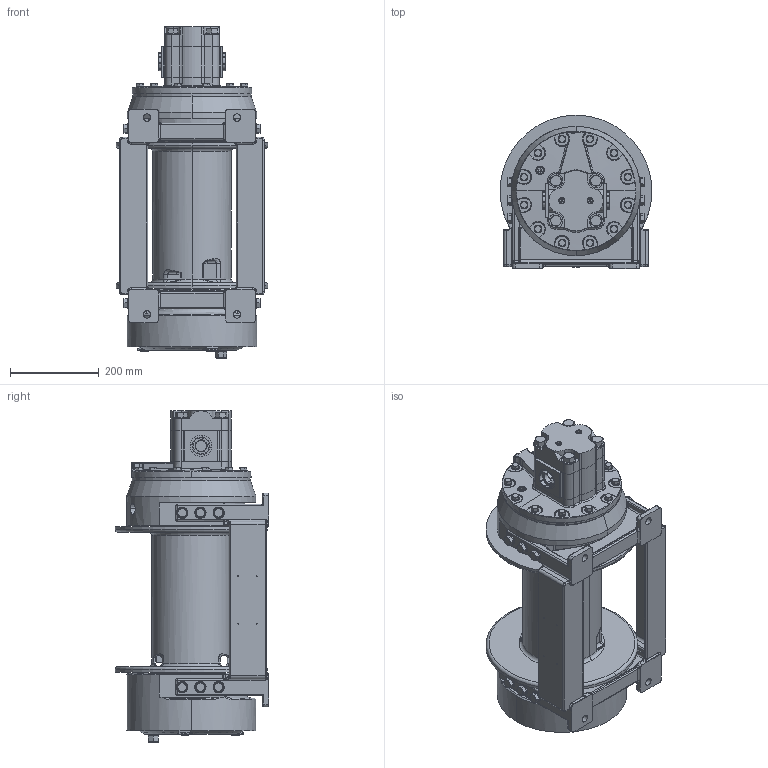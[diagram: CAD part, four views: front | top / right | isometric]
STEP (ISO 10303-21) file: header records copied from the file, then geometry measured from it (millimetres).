
FILE_DESCRIPTION((''),'2;1');
FILE_NAME('TWG-TEMP','2020-10-11T22:28:41',('Administrator'),(''),'CREO PARAMETRIC BY PTC INC, 2019030','CREO PARAMETRIC BY PTC INC, 2019030','');
FILE_SCHEMA(('AUTOMOTIVE_DESIGN { 1 0 10303 214 1 1 1 1 }'));
Products named in the file (1): TWG-TEMP
Bounding box: 342.9 x 346.28 x 749.64 mm (x, y, z)
Volume: 523.6 mm3; surface area: 2200330.3 mm2
Topology: 1 solids, 169 shells, 3724 faces, 12765 edges, 8868 vertices
Faces by surface type: cylinder 1150, plane 1114, cone 461, bspline 394, torus 343, extrusion 237, sphere 25
Entity records: 213277 total; most frequent: CARTESIAN_POINT 84892, ORIENTED_EDGE 20833, DIRECTION 18568, EDGE_CURVE 12655, VERTEX_POINT 8868, AXIS2_PLACEMENT_3D 6661, VECTOR 5243, LINE 5006
